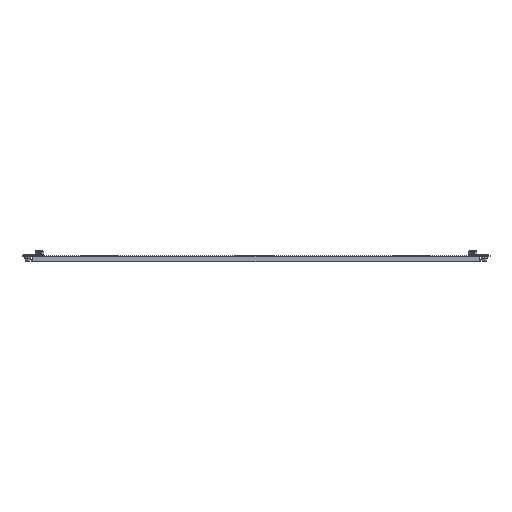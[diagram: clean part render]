
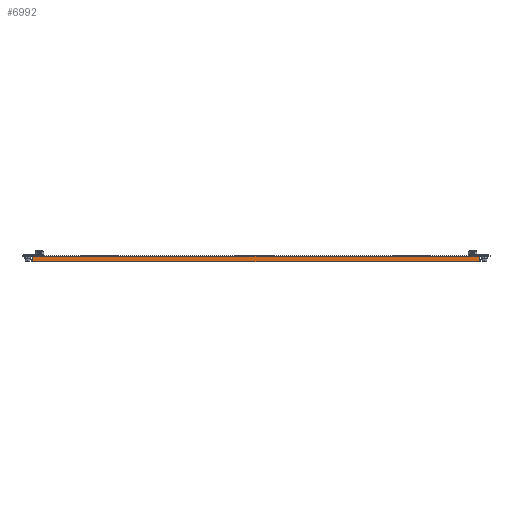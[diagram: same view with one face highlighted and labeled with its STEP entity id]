
A CAD part, front view. The second image highlights one B-rep face of the part: STEP entity #6992.
In plain terms, the highlighted face is planar.
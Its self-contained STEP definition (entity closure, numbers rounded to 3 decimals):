
#5270=DIRECTION('',(1.,0.,0.));
#5271=VECTOR('',#5270,750.);
#5272=CARTESIAN_POINT('',(-125.,175.,1.));
#5273=LINE('',#5272,#5271);
#5716=DIRECTION('',(1.,0.,0.));
#5717=VECTOR('',#5716,716.);
#5718=CARTESIAN_POINT('',(-108.,175.,-9.));
#5719=LINE('',#5718,#5717);
#5723=DIRECTION('',(0.,0.,1.));
#5724=VECTOR('',#5723,9.);
#5725=CARTESIAN_POINT('',(608.,175.,-9.));
#5726=LINE('',#5725,#5724);
#5730=DIRECTION('',(1.,0.,0.));
#5731=VECTOR('',#5730,17.);
#5732=CARTESIAN_POINT('',(608.,175.,0.));
#5733=LINE('',#5732,#5731);
#5737=DIRECTION('',(0.,0.,1.));
#5738=VECTOR('',#5737,1.);
#5739=CARTESIAN_POINT('',(625.,175.,0.));
#5740=LINE('',#5739,#5738);
#5744=DIRECTION('',(1.,0.,0.));
#5745=VECTOR('',#5744,17.);
#5746=CARTESIAN_POINT('',(-125.,175.,0.));
#5747=LINE('',#5746,#5745);
#5793=DIRECTION('',(0.,0.,1.));
#5794=VECTOR('',#5793,9.);
#5795=CARTESIAN_POINT('',(-108.,175.,-9.));
#5796=LINE('',#5795,#5794);
#5870=DIRECTION('',(0.,0.,1.));
#5871=VECTOR('',#5870,1.);
#5872=CARTESIAN_POINT('',(-125.,175.,0.));
#5873=LINE('',#5872,#5871);
#6137=CARTESIAN_POINT('',(625.,175.,0.));
#6139=VERTEX_POINT('',#6137);
#6140=CARTESIAN_POINT('',(608.,175.,0.));
#6141=VERTEX_POINT('',#6140);
#6146=CARTESIAN_POINT('',(-108.,175.,0.));
#6147=VERTEX_POINT('',#6146);
#6148=CARTESIAN_POINT('',(-125.,175.,0.));
#6149=VERTEX_POINT('',#6148);
#6216=CARTESIAN_POINT('',(-125.,175.,1.));
#6217=CARTESIAN_POINT('',(625.,175.,1.));
#6218=VERTEX_POINT('',#6216);
#6219=VERTEX_POINT('',#6217);
#6264=CARTESIAN_POINT('',(-108.,175.,-9.));
#6265=CARTESIAN_POINT('',(608.,175.,-9.));
#6266=VERTEX_POINT('',#6264);
#6267=VERTEX_POINT('',#6265);
#6972=CARTESIAN_POINT('',(125.,175.,0.));
#6973=DIRECTION('',(0.,1.,0.));
#6974=DIRECTION('',(-1.,0.,0.));
#6975=AXIS2_PLACEMENT_3D('',#6972,#6973,#6974);
#6976=PLANE('',#6975);
#6978=ORIENTED_EDGE('',*,*,#6977,.T.);
#6980=ORIENTED_EDGE('',*,*,#6979,.T.);
#6981=ORIENTED_EDGE('',*,*,#6383,.T.);
#6983=ORIENTED_EDGE('',*,*,#6982,.T.);
#6984=ORIENTED_EDGE('',*,*,#6546,.F.);
#6986=ORIENTED_EDGE('',*,*,#6985,.F.);
#6987=ORIENTED_EDGE('',*,*,#6391,.T.);
#6989=ORIENTED_EDGE('',*,*,#6988,.F.);
#6990=EDGE_LOOP('',(#6978,#6980,#6981,#6983,#6984,#6986,#6987,#6989));
#6991=FACE_OUTER_BOUND('',#6990,.F.);
#6383=EDGE_CURVE('',#6141,#6139,#5733,.T.);
#6391=EDGE_CURVE('',#6149,#6147,#5747,.T.);
#6546=EDGE_CURVE('',#6218,#6219,#5273,.T.);
#6977=EDGE_CURVE('',#6266,#6267,#5719,.T.);
#6979=EDGE_CURVE('',#6267,#6141,#5726,.T.);
#6982=EDGE_CURVE('',#6139,#6219,#5740,.T.);
#6985=EDGE_CURVE('',#6149,#6218,#5873,.T.);
#6988=EDGE_CURVE('',#6266,#6147,#5796,.T.);
#6992=ADVANCED_FACE('',(#6991),#6976,.T.);
